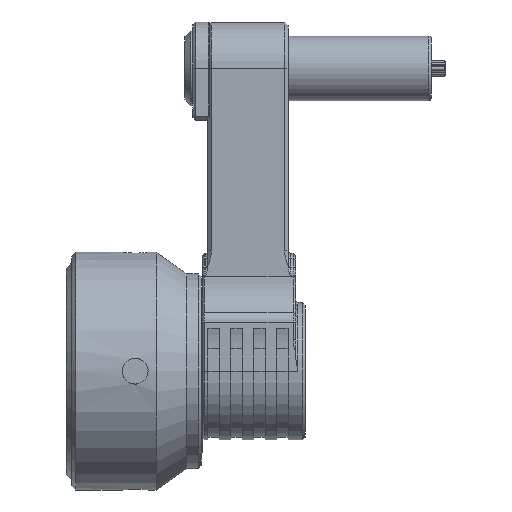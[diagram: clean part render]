
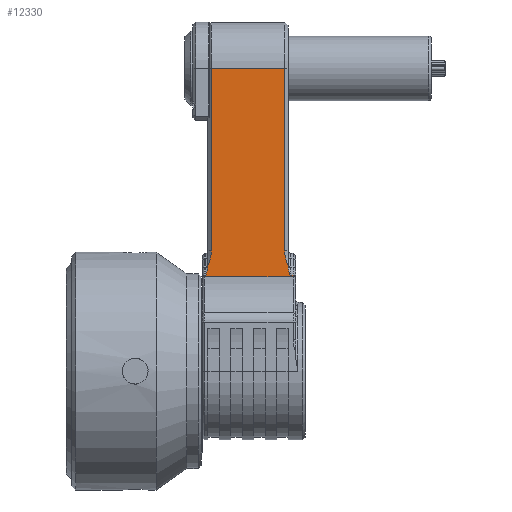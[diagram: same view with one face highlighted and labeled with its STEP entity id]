
A CAD part, left-side view. The second image highlights one B-rep face of the part: STEP entity #12330.
In plain terms, the highlighted planar face has unit normal (-1, 0, 0).
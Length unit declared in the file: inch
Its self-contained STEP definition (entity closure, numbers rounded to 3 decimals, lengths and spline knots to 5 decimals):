
#208=DIRECTION('',(0.,-1.,0.));
#209=VECTOR('',#208,0.61024);
#210=CARTESIAN_POINT('',(-0.3189,0.29921,
-1.43228));
#211=LINE('',#210,#209);
#226=DIRECTION('',(0.,0.,-1.));
#227=VECTOR('',#226,1.25201);
#228=CARTESIAN_POINT('',(-0.3189,-0.25197,
-0.00315));
#229=LINE('',#228,#227);
#230=CARTESIAN_POINT('',(-0.3189,-0.27559,
-1.35445));
#231=CARTESIAN_POINT('',(-0.3189,-0.27435,
-1.35168));
#232=CARTESIAN_POINT('',(-0.3189,-0.27188,
-1.34603));
#233=CARTESIAN_POINT('',(-0.3189,-0.26824,
-1.33698));
#234=CARTESIAN_POINT('',(-0.3189,-0.26491,
-1.32786));
#235=CARTESIAN_POINT('',(-0.3189,-0.26202,
-1.31902));
#236=CARTESIAN_POINT('',(-0.3189,-0.25964,
-1.31082));
#237=CARTESIAN_POINT('',(-0.3189,-0.25766,
-1.30301));
#238=CARTESIAN_POINT('',(-0.3189,-0.25599,
-1.29538));
#239=CARTESIAN_POINT('',(-0.3189,-0.25459,
-1.28769));
#240=CARTESIAN_POINT('',(-0.3189,-0.25343,
-1.27967));
#241=CARTESIAN_POINT('',(-0.3189,-0.25259,
-1.27147));
#242=CARTESIAN_POINT('',(-0.3189,-0.25208,
-1.26322));
#243=CARTESIAN_POINT('',(-0.3189,-0.25197,
-1.25783));
#244=CARTESIAN_POINT('',(-0.3189,-0.25197,
-1.25516));
#246=DIRECTION('',(0.,1.,0.));
#247=VECTOR('',#246,0.01969);
#248=CARTESIAN_POINT('',(-0.3189,-0.31102,
-1.42159));
#249=LINE('',#248,#247);
#250=DIRECTION('',(0.,0.,1.));
#251=VECTOR('',#250,0.01069);
#252=CARTESIAN_POINT('',(-0.3189,-0.31102,
-1.43228));
#253=LINE('',#252,#251);
#254=DIRECTION('',(0.,0.,1.));
#255=VECTOR('',#254,0.01069);
#256=CARTESIAN_POINT('',(-0.3189,0.29921,
-1.43228));
#257=LINE('',#256,#255);
#258=DIRECTION('',(0.,1.,0.));
#259=VECTOR('',#258,0.00787);
#260=CARTESIAN_POINT('',(-0.3189,0.29134,
-1.42159));
#261=LINE('',#260,#259);
#262=CARTESIAN_POINT('',(-0.3189,0.25197,
-1.25516));
#263=CARTESIAN_POINT('',(-0.3189,0.25197,
-1.25785));
#264=CARTESIAN_POINT('',(-0.3189,0.25208,
-1.26328));
#265=CARTESIAN_POINT('',(-0.3189,0.2526,
-1.27169));
#266=CARTESIAN_POINT('',(-0.3189,0.25348,
-1.28005));
#267=CARTESIAN_POINT('',(-0.3189,0.25466,
-1.28813));
#268=CARTESIAN_POINT('',(-0.3189,0.25607,
-1.29575));
#269=CARTESIAN_POINT('',(-0.3189,0.25771,
-1.30325));
#270=CARTESIAN_POINT('',(-0.3189,0.25967,
-1.31091));
#271=CARTESIAN_POINT('',(-0.3189,0.26201,
-1.31899));
#272=CARTESIAN_POINT('',(-0.3189,0.26489,
-1.3278));
#273=CARTESIAN_POINT('',(-0.3189,0.26823,
-1.33695));
#274=CARTESIAN_POINT('',(-0.3189,0.27189,
-1.34604));
#275=CARTESIAN_POINT('',(-0.3189,0.27435,
-1.35169));
#276=CARTESIAN_POINT('',(-0.3189,0.27559,
-1.35445));
#278=DIRECTION('',(0.,0.,-1.));
#279=VECTOR('',#278,1.25201);
#280=CARTESIAN_POINT('',(-0.3189,0.25197,
-0.00315));
#281=LINE('',#280,#279);
#287=DIRECTION('',(0.,1.,0.));
#288=VECTOR('',#287,0.50394);
#289=CARTESIAN_POINT('',(-0.3189,-0.25197,
-0.00315));
#290=LINE('',#289,#288);
#883=CARTESIAN_POINT('',(-0.3189,-0.29134,
-1.42159));
#884=CARTESIAN_POINT('',(-0.3189,-0.28997,
-1.41852));
#885=CARTESIAN_POINT('',(-0.3189,-0.28734,
-1.41264));
#886=CARTESIAN_POINT('',(-0.3189,-0.2839,
-1.40447));
#887=CARTESIAN_POINT('',(-0.3189,-0.28106,
-1.39698));
#888=CARTESIAN_POINT('',(-0.3189,-0.27888,
-1.39019));
#889=CARTESIAN_POINT('',(-0.3189,-0.2773,
-1.38406));
#890=CARTESIAN_POINT('',(-0.3189,-0.27626,
-1.37855));
#891=CARTESIAN_POINT('',(-0.3189,-0.2757,
-1.37364));
#892=CARTESIAN_POINT('',(-0.3189,-0.27559,
-1.37073));
#893=CARTESIAN_POINT('',(-0.3189,-0.27559,
-1.36936));
#932=DIRECTION('',(0.,0.,1.));
#933=VECTOR('',#932,0.01492);
#934=CARTESIAN_POINT('',(-0.3189,-0.27559,
-1.36936));
#935=LINE('',#934,#933);
#5110=DIRECTION('',(0.,0.,-1.));
#5111=VECTOR('',#5110,0.01492);
#5112=CARTESIAN_POINT('',(-0.3189,0.27559,
-1.35445));
#5113=LINE('',#5112,#5111);
#9999=CARTESIAN_POINT('',(-0.3189,0.27559,
-1.36936));
#10000=CARTESIAN_POINT('',(-0.3189,0.27559,
-1.37074));
#10001=CARTESIAN_POINT('',(-0.3189,0.2757,
-1.37369));
#10002=CARTESIAN_POINT('',(-0.3189,0.27627,
-1.37865));
#10003=CARTESIAN_POINT('',(-0.3189,0.27732,
-1.38418));
#10004=CARTESIAN_POINT('',(-0.3189,0.27892,
-1.39033));
#10005=CARTESIAN_POINT('',(-0.3189,0.28112,
-1.39713));
#10006=CARTESIAN_POINT('',(-0.3189,0.28394,
-1.40459));
#10007=CARTESIAN_POINT('',(-0.3189,0.28737,
-1.41271));
#10008=CARTESIAN_POINT('',(-0.3189,0.28998,
-1.41855));
#10009=CARTESIAN_POINT('',(-0.3189,0.29134,
-1.42159));
#10467=CARTESIAN_POINT('',(-0.3189,0.29134,
-1.42159));
#10469=VERTEX_POINT('',#10467);
#10471=CARTESIAN_POINT('',(-0.3189,0.27559,
-1.36936));
#10473=VERTEX_POINT('',#10471);
#10540=CARTESIAN_POINT('',(-0.3189,0.29921,
-1.43228));
#10541=VERTEX_POINT('',#10540);
#10544=CARTESIAN_POINT('',(-0.3189,0.29921,
-1.42159));
#10545=VERTEX_POINT('',#10544);
#10594=CARTESIAN_POINT('',(-0.3189,0.25197,
-0.00315));
#10595=CARTESIAN_POINT('',(-0.3189,0.25197,
-1.25516));
#10596=VERTEX_POINT('',#10594);
#10597=VERTEX_POINT('',#10595);
#10598=VERTEX_POINT('',#276);
#10671=CARTESIAN_POINT('',(-0.3189,-0.27559,
-1.36936));
#10672=VERTEX_POINT('',#10671);
#10673=CARTESIAN_POINT('',(-0.3189,-0.29134,
-1.42159));
#10674=VERTEX_POINT('',#10673);
#10715=CARTESIAN_POINT('',(-0.3189,-0.31102,
-1.43228));
#10716=CARTESIAN_POINT('',(-0.3189,-0.31102,
-1.42159));
#10717=VERTEX_POINT('',#10715);
#10718=VERTEX_POINT('',#10716);
#10749=VERTEX_POINT('',#230);
#10750=VERTEX_POINT('',#244);
#10753=CARTESIAN_POINT('',(-0.3189,-0.25197,
-0.00315));
#10754=VERTEX_POINT('',#10753);
#12296=CARTESIAN_POINT('',(-0.3189,0.,-0.00315));
#12297=DIRECTION('',(-1.,0.,0.));
#12298=DIRECTION('',(0.,0.,-1.));
#12299=AXIS2_PLACEMENT_3D('',#12296,#12297,#12298);
#12300=PLANE('',#12299);
#12302=ORIENTED_EDGE('',*,*,#12301,.F.);
#12304=ORIENTED_EDGE('',*,*,#12303,.T.);
#12306=ORIENTED_EDGE('',*,*,#12305,.F.);
#12308=ORIENTED_EDGE('',*,*,#12307,.F.);
#12310=ORIENTED_EDGE('',*,*,#12309,.F.);
#12312=ORIENTED_EDGE('',*,*,#12311,.F.);
#12314=ORIENTED_EDGE('',*,*,#12313,.F.);
#12315=ORIENTED_EDGE('',*,*,#12286,.F.);
#12317=ORIENTED_EDGE('',*,*,#12316,.T.);
#12319=ORIENTED_EDGE('',*,*,#12318,.F.);
#12321=ORIENTED_EDGE('',*,*,#12320,.F.);
#12323=ORIENTED_EDGE('',*,*,#12322,.F.);
#12325=ORIENTED_EDGE('',*,*,#12324,.F.);
#12327=ORIENTED_EDGE('',*,*,#12326,.F.);
#12328=EDGE_LOOP('',(#12302,#12304,#12306,#12308,#12310,#12312,#12314,#12315,
#12317,#12319,#12321,#12323,#12325,#12327));
#12329=FACE_OUTER_BOUND('',#12328,.F.);
#12330=ADVANCED_FACE('',(#12329),#12300,.T.);
#245=B_SPLINE_CURVE_WITH_KNOTS('',3,(#230,#231,#232,#233,#234,#235,#236,#237,
#238,#239,#240,#241,#242,#243,#244),.UNSPECIFIED.,.F.,.F.,(4,1,1,1,1,1,1,1,1,1,
1,1,4),(0.,0.08333,0.16667,0.25,0.33333,
0.41667,0.5,0.58333,0.66667,0.75,
0.83333,0.91667,1.),.UNSPECIFIED.);
#277=B_SPLINE_CURVE_WITH_KNOTS('',3,(#262,#263,#264,#265,#266,#267,#268,#269,
#270,#271,#272,#273,#274,#275,#276),.UNSPECIFIED.,.F.,.F.,(4,1,1,1,1,1,1,1,1,1,
1,1,4),(0.,0.08333,0.16667,0.25,0.33333,
0.41667,0.5,0.58333,0.66667,0.75,
0.83333,0.91667,1.),.UNSPECIFIED.);
#894=B_SPLINE_CURVE_WITH_KNOTS('',3,(#883,#884,#885,#886,#887,#888,#889,#890,
#891,#892,#893),.UNSPECIFIED.,.F.,.F.,(4,1,1,1,1,1,1,1,4),(0.,0.125,0.25,
0.375,0.5,0.625,0.75,0.875,1.),.UNSPECIFIED.);
#10010=B_SPLINE_CURVE_WITH_KNOTS('',3,(#9999,#10000,#10001,#10002,#10003,#10004,
#10005,#10006,#10007,#10008,#10009),.UNSPECIFIED.,.F.,.F.,(4,1,1,1,1,1,1,1,4),(
0.,0.125,0.25,0.375,0.5,0.625,0.75,0.875,1.),.UNSPECIFIED.);
#12286=EDGE_CURVE('',#10541,#10717,#211,.T.);
#12301=EDGE_CURVE('',#10754,#10596,#290,.T.);
#12303=EDGE_CURVE('',#10754,#10750,#229,.T.);
#12305=EDGE_CURVE('',#10749,#10750,#245,.T.);
#12307=EDGE_CURVE('',#10672,#10749,#935,.T.);
#12309=EDGE_CURVE('',#10674,#10672,#894,.T.);
#12311=EDGE_CURVE('',#10718,#10674,#249,.T.);
#12313=EDGE_CURVE('',#10717,#10718,#253,.T.);
#12316=EDGE_CURVE('',#10541,#10545,#257,.T.);
#12318=EDGE_CURVE('',#10469,#10545,#261,.T.);
#12320=EDGE_CURVE('',#10473,#10469,#10010,.T.);
#12322=EDGE_CURVE('',#10598,#10473,#5113,.T.);
#12324=EDGE_CURVE('',#10597,#10598,#277,.T.);
#12326=EDGE_CURVE('',#10596,#10597,#281,.T.);
